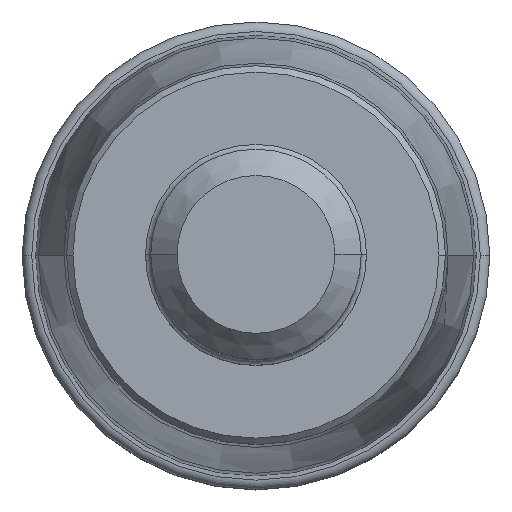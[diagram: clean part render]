
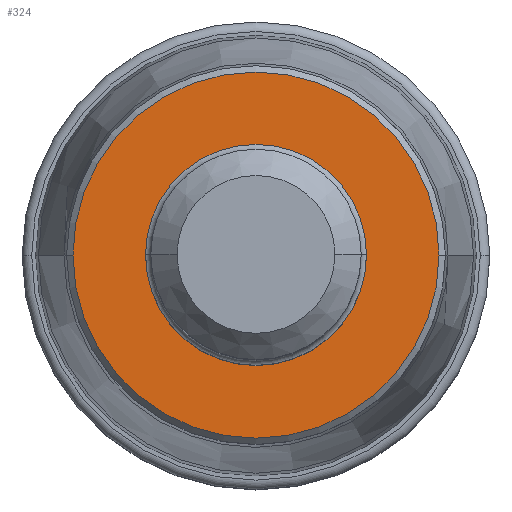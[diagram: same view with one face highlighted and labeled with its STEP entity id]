
A CAD part, top view. The second image highlights one B-rep face of the part: STEP entity #324.
In plain terms, the highlighted planar face has unit normal (0, 0, 1).
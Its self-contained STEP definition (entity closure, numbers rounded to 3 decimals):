
#179=PLANE('',#2475);
#189=FACE_BOUND('',#599,.T.);
#190=FACE_BOUND('',#600,.T.);
#324=ADVANCED_FACE('',(#189,#190),#179,.F.);
#599=EDGE_LOOP('',(#1096,#1097));
#600=EDGE_LOOP('',(#1098,#1099));
#1096=ORIENTED_EDGE('',*,*,#1556,.F.);
#1097=ORIENTED_EDGE('',*,*,#1559,.F.);
#1098=ORIENTED_EDGE('',*,*,#1560,.F.);
#1099=ORIENTED_EDGE('',*,*,#1561,.F.);
#1300=VERTEX_POINT('',#4753);
#1301=VERTEX_POINT('',#4754);
#1302=VERTEX_POINT('',#4761);
#1303=VERTEX_POINT('',#4762);
#1556=EDGE_CURVE('',#1300,#1301,#1900,.T.);
#1559=EDGE_CURVE('',#1301,#1300,#1901,.T.);
#1560=EDGE_CURVE('',#1302,#1303,#1902,.T.);
#1561=EDGE_CURVE('',#1303,#1302,#1903,.T.);
#1900=CIRCLE('',#2469,8.7);
#1901=CIRCLE('',#2471,8.7);
#1902=CIRCLE('',#2473,5.25);
#1903=CIRCLE('',#2474,5.25);
#2469=AXIS2_PLACEMENT_3D('',#4752,#3034,#3035);
#2471=AXIS2_PLACEMENT_3D('',#4758,#3040,#3041);
#2473=AXIS2_PLACEMENT_3D('',#4760,#3044,#3045);
#2474=AXIS2_PLACEMENT_3D('',#4763,#3046,#3047);
#2475=AXIS2_PLACEMENT_3D('',#4764,#3048,#3049);
#3034=DIRECTION('',(0.,0.,-1.));
#3035=DIRECTION('',(-1.,0.,0.));
#3040=DIRECTION('',(0.,0.,-1.));
#3041=DIRECTION('',(1.,0.,0.));
#3044=DIRECTION('',(0.,0.,1.));
#3045=DIRECTION('',(-1.,0.,0.));
#3046=DIRECTION('',(0.,0.,1.));
#3047=DIRECTION('',(1.,0.,0.));
#3048=DIRECTION('',(0.,0.,-1.));
#3049=DIRECTION('',(1.,0.,0.));
#4752=CARTESIAN_POINT('',(0.,0.,0.));
#4753=CARTESIAN_POINT('',(-8.7,0.,0.));
#4754=CARTESIAN_POINT('',(8.7,0.,0.));
#4758=CARTESIAN_POINT('',(0.,0.,0.));
#4760=CARTESIAN_POINT('',(0.,0.,0.));
#4761=CARTESIAN_POINT('',(-5.25,0.,0.));
#4762=CARTESIAN_POINT('',(5.25,0.,0.));
#4763=CARTESIAN_POINT('',(0.,0.,0.));
#4764=CARTESIAN_POINT('',(0.,0.,0.));
